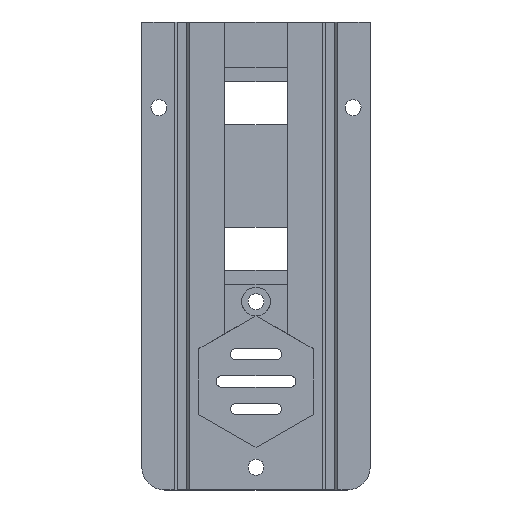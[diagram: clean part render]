
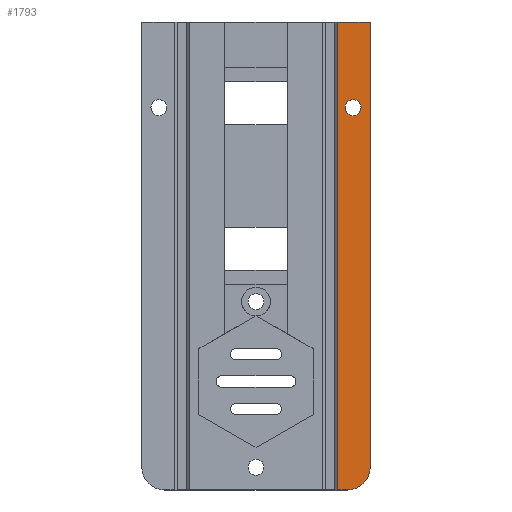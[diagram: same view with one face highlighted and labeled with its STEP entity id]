
A CAD part, top view. The second image highlights one B-rep face of the part: STEP entity #1793.
In plain terms, the highlighted planar face has unit normal (0, 0, 1).
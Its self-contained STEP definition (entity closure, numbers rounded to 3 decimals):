
#43 = PLANE('',#44);
#44 = AXIS2_PLACEMENT_3D('',#45,#46,#47);
#45 = CARTESIAN_POINT('',(0.,63.,5.));
#46 = DIRECTION('',(0.,1.,0.));
#47 = DIRECTION('',(0.,0.,1.));
#623 = VERTEX_POINT('',#624);
#624 = CARTESIAN_POINT('',(14.328,63.,6.5));
#638 = PLANE('',#639);
#639 = AXIS2_PLACEMENT_3D('',#640,#641,#642);
#640 = CARTESIAN_POINT('',(13.828,-25.,7.));
#641 = DIRECTION('',(-0.707,0.,-0.707
    ));
#642 = DIRECTION('',(0.707,0.,-0.707)
  );
#650 = EDGE_CURVE('',#623,#651,#653,.T.);
#651 = VERTEX_POINT('',#652);
#652 = CARTESIAN_POINT('',(20.,63.,6.5));
#653 = SURFACE_CURVE('',#654,(#658,#664),.PCURVE_S1.);
#654 = LINE('',#655,#656);
#655 = CARTESIAN_POINT('',(-13.,63.,6.5));
#656 = VECTOR('',#657,1.);
#657 = DIRECTION('',(1.,0.,-0.));
#658 = PCURVE('',#43,#659);
#659 = DEFINITIONAL_REPRESENTATION('',(#660),#663);
#660 = B_SPLINE_CURVE_WITH_KNOTS('',1,(#661,#662),.UNSPECIFIED.,.F.,.F.,
  (2,2),(-11.,37.),.PIECEWISE_BEZIER_KNOTS.);
#661 = CARTESIAN_POINT('',(1.5,-24.));
#662 = CARTESIAN_POINT('',(1.5,24.));
#663 = ( GEOMETRIC_REPRESENTATION_CONTEXT(2) 
PARAMETRIC_REPRESENTATION_CONTEXT() REPRESENTATION_CONTEXT('2D SPACE',''
  ) );
#664 = PCURVE('',#665,#670);
#665 = PLANE('',#666);
#666 = AXIS2_PLACEMENT_3D('',#667,#668,#669);
#667 = CARTESIAN_POINT('',(-26.,-22.,6.5));
#668 = DIRECTION('',(0.,0.,1.));
#669 = DIRECTION('',(1.,0.,0.));
#670 = DEFINITIONAL_REPRESENTATION('',(#671),#674);
#671 = B_SPLINE_CURVE_WITH_KNOTS('',1,(#672,#673),.UNSPECIFIED.,.F.,.F.,
  (2,2),(-11.,37.),.PIECEWISE_BEZIER_KNOTS.);
#672 = CARTESIAN_POINT('',(2.,85.));
#673 = CARTESIAN_POINT('',(50.,85.));
#674 = ( GEOMETRIC_REPRESENTATION_CONTEXT(2) 
PARAMETRIC_REPRESENTATION_CONTEXT() REPRESENTATION_CONTEXT('2D SPACE',''
  ) );
#692 = PLANE('',#693);
#693 = AXIS2_PLACEMENT_3D('',#694,#695,#696);
#694 = CARTESIAN_POINT('',(20.,-19.,1.5));
#695 = DIRECTION('',(1.,0.,0.));
#696 = DIRECTION('',(0.,-1.,0.));
#1681 = CYLINDRICAL_SURFACE('',#1682,1.4);
#1682 = AXIS2_PLACEMENT_3D('',#1683,#1684,#1685);
#1683 = CARTESIAN_POINT('',(17.,48.,-8.));
#1684 = DIRECTION('',(0.,0.,1.));
#1685 = DIRECTION('',(0.,1.,0.));
#1747 = VERTEX_POINT('',#1748);
#1748 = CARTESIAN_POINT('',(20.,-15.,6.5));
#1762 = CYLINDRICAL_SURFACE('',#1763,4.);
#1763 = AXIS2_PLACEMENT_3D('',#1764,#1765,#1766);
#1764 = CARTESIAN_POINT('',(16.,-15.,1.5));
#1765 = DIRECTION('',(0.,0.,1.));
#1766 = DIRECTION('',(-0.,-1.,-0.));
#1774 = EDGE_CURVE('',#1747,#651,#1775,.T.);
#1775 = SURFACE_CURVE('',#1776,(#1780,#1786),.PCURVE_S1.);
#1776 = LINE('',#1777,#1778);
#1777 = CARTESIAN_POINT('',(20.,-20.5,6.5));
#1778 = VECTOR('',#1779,1.);
#1779 = DIRECTION('',(0.,1.,0.));
#1780 = PCURVE('',#692,#1781);
#1781 = DEFINITIONAL_REPRESENTATION('',(#1782),#1785);
#1782 = B_SPLINE_CURVE_WITH_KNOTS('',1,(#1783,#1784),.UNSPECIFIED.,.F.,
  .F.,(2,2),(-2.3,91.3),.PIECEWISE_BEZIER_KNOTS.);
#1783 = CARTESIAN_POINT('',(3.8,-5.));
#1784 = CARTESIAN_POINT('',(-89.8,-5.));
#1785 = ( GEOMETRIC_REPRESENTATION_CONTEXT(2) 
PARAMETRIC_REPRESENTATION_CONTEXT() REPRESENTATION_CONTEXT('2D SPACE',''
  ) );
#1786 = PCURVE('',#665,#1787);
#1787 = DEFINITIONAL_REPRESENTATION('',(#1788),#1791);
#1788 = B_SPLINE_CURVE_WITH_KNOTS('',1,(#1789,#1790),.UNSPECIFIED.,.F.,
  .F.,(2,2),(-2.3,91.3),.PIECEWISE_BEZIER_KNOTS.);
#1789 = CARTESIAN_POINT('',(46.,-0.8));
#1790 = CARTESIAN_POINT('',(46.,92.8));
#1791 = ( GEOMETRIC_REPRESENTATION_CONTEXT(2) 
PARAMETRIC_REPRESENTATION_CONTEXT() REPRESENTATION_CONTEXT('2D SPACE',''
  ) );
#1793 = ADVANCED_FACE('',(#1794,#1867),#665,.T.);
#1794 = FACE_BOUND('',#1795,.T.);
#1795 = EDGE_LOOP('',(#1796,#1820,#1821,#1822,#1843));
#1796 = ORIENTED_EDGE('',*,*,#1797,.T.);
#1797 = EDGE_CURVE('',#1798,#1747,#1800,.T.);
#1798 = VERTEX_POINT('',#1799);
#1799 = CARTESIAN_POINT('',(16.,-19.,6.5));
#1800 = SURFACE_CURVE('',#1801,(#1806,#1813),.PCURVE_S1.);
#1801 = CIRCLE('',#1802,4.);
#1802 = AXIS2_PLACEMENT_3D('',#1803,#1804,#1805);
#1803 = CARTESIAN_POINT('',(16.,-15.,6.5));
#1804 = DIRECTION('',(0.,0.,1.));
#1805 = DIRECTION('',(0.,-1.,0.));
#1806 = PCURVE('',#665,#1807);
#1807 = DEFINITIONAL_REPRESENTATION('',(#1808),#1812);
#1808 = CIRCLE('',#1809,4.);
#1809 = AXIS2_PLACEMENT_2D('',#1810,#1811);
#1810 = CARTESIAN_POINT('',(42.,7.));
#1811 = DIRECTION('',(0.,-1.));
#1812 = ( GEOMETRIC_REPRESENTATION_CONTEXT(2) 
PARAMETRIC_REPRESENTATION_CONTEXT() REPRESENTATION_CONTEXT('2D SPACE',''
  ) );
#1813 = PCURVE('',#1762,#1814);
#1814 = DEFINITIONAL_REPRESENTATION('',(#1815),#1819);
#1815 = LINE('',#1816,#1817);
#1816 = CARTESIAN_POINT('',(0.,5.));
#1817 = VECTOR('',#1818,1.);
#1818 = DIRECTION('',(1.,0.));
#1819 = ( GEOMETRIC_REPRESENTATION_CONTEXT(2) 
PARAMETRIC_REPRESENTATION_CONTEXT() REPRESENTATION_CONTEXT('2D SPACE',''
  ) );
#1820 = ORIENTED_EDGE('',*,*,#1774,.T.);
#1821 = ORIENTED_EDGE('',*,*,#650,.F.);
#1822 = ORIENTED_EDGE('',*,*,#1823,.F.);
#1823 = EDGE_CURVE('',#1824,#623,#1826,.T.);
#1824 = VERTEX_POINT('',#1825);
#1825 = CARTESIAN_POINT('',(14.328,-19.,6.5));
#1826 = SURFACE_CURVE('',#1827,(#1831,#1837),.PCURVE_S1.);
#1827 = LINE('',#1828,#1829);
#1828 = CARTESIAN_POINT('',(14.328,-23.5,6.5));
#1829 = VECTOR('',#1830,1.);
#1830 = DIRECTION('',(0.,1.,0.));
#1831 = PCURVE('',#665,#1832);
#1832 = DEFINITIONAL_REPRESENTATION('',(#1833),#1836);
#1833 = B_SPLINE_CURVE_WITH_KNOTS('',1,(#1834,#1835),.UNSPECIFIED.,.F.,
  .F.,(2,2),(-3.7,94.7),.PIECEWISE_BEZIER_KNOTS.);
#1834 = CARTESIAN_POINT('',(40.328,-5.2));
#1835 = CARTESIAN_POINT('',(40.328,93.2));
#1836 = ( GEOMETRIC_REPRESENTATION_CONTEXT(2) 
PARAMETRIC_REPRESENTATION_CONTEXT() REPRESENTATION_CONTEXT('2D SPACE',''
  ) );
#1837 = PCURVE('',#638,#1838);
#1838 = DEFINITIONAL_REPRESENTATION('',(#1839),#1842);
#1839 = B_SPLINE_CURVE_WITH_KNOTS('',1,(#1840,#1841),.UNSPECIFIED.,.F.,
  .F.,(2,2),(-3.7,94.7),.PIECEWISE_BEZIER_KNOTS.);
#1840 = CARTESIAN_POINT('',(0.707,2.2));
#1841 = CARTESIAN_POINT('',(0.707,-96.2));
#1842 = ( GEOMETRIC_REPRESENTATION_CONTEXT(2) 
PARAMETRIC_REPRESENTATION_CONTEXT() REPRESENTATION_CONTEXT('2D SPACE',''
  ) );
#1843 = ORIENTED_EDGE('',*,*,#1844,.F.);
#1844 = EDGE_CURVE('',#1798,#1824,#1845,.T.);
#1845 = SURFACE_CURVE('',#1846,(#1850,#1856),.PCURVE_S1.);
#1846 = LINE('',#1847,#1848);
#1847 = CARTESIAN_POINT('',(-13.,-19.,6.5));
#1848 = VECTOR('',#1849,1.);
#1849 = DIRECTION('',(-1.,0.,0.));
#1850 = PCURVE('',#665,#1851);
#1851 = DEFINITIONAL_REPRESENTATION('',(#1852),#1855);
#1852 = B_SPLINE_CURVE_WITH_KNOTS('',1,(#1853,#1854),.UNSPECIFIED.,.F.,
  .F.,(2,2),(-32.2,6.2),.PIECEWISE_BEZIER_KNOTS.);
#1853 = CARTESIAN_POINT('',(45.2,3.));
#1854 = CARTESIAN_POINT('',(6.8,3.));
#1855 = ( GEOMETRIC_REPRESENTATION_CONTEXT(2) 
PARAMETRIC_REPRESENTATION_CONTEXT() REPRESENTATION_CONTEXT('2D SPACE',''
  ) );
#1856 = PCURVE('',#1857,#1862);
#1857 = PLANE('',#1858);
#1858 = AXIS2_PLACEMENT_3D('',#1859,#1860,#1861);
#1859 = CARTESIAN_POINT('',(0.,-19.,5.));
#1860 = DIRECTION('',(-0.,-1.,-0.));
#1861 = DIRECTION('',(0.,0.,-1.));
#1862 = DEFINITIONAL_REPRESENTATION('',(#1863),#1866);
#1863 = B_SPLINE_CURVE_WITH_KNOTS('',1,(#1864,#1865),.UNSPECIFIED.,.F.,
  .F.,(2,2),(-32.2,6.2),.PIECEWISE_BEZIER_KNOTS.);
#1864 = CARTESIAN_POINT('',(-1.5,19.2));
#1865 = CARTESIAN_POINT('',(-1.5,-19.2));
#1866 = ( GEOMETRIC_REPRESENTATION_CONTEXT(2) 
PARAMETRIC_REPRESENTATION_CONTEXT() REPRESENTATION_CONTEXT('2D SPACE',''
  ) );
#1867 = FACE_BOUND('',#1868,.T.);
#1868 = EDGE_LOOP('',(#1869));
#1869 = ORIENTED_EDGE('',*,*,#1870,.F.);
#1870 = EDGE_CURVE('',#1871,#1871,#1873,.T.);
#1871 = VERTEX_POINT('',#1872);
#1872 = CARTESIAN_POINT('',(17.,49.4,6.5));
#1873 = SURFACE_CURVE('',#1874,(#1879,#1886),.PCURVE_S1.);
#1874 = CIRCLE('',#1875,1.4);
#1875 = AXIS2_PLACEMENT_3D('',#1876,#1877,#1878);
#1876 = CARTESIAN_POINT('',(17.,48.,6.5));
#1877 = DIRECTION('',(0.,0.,1.));
#1878 = DIRECTION('',(0.,1.,0.));
#1879 = PCURVE('',#665,#1880);
#1880 = DEFINITIONAL_REPRESENTATION('',(#1881),#1885);
#1881 = CIRCLE('',#1882,1.4);
#1882 = AXIS2_PLACEMENT_2D('',#1883,#1884);
#1883 = CARTESIAN_POINT('',(43.,70.));
#1884 = DIRECTION('',(0.,1.));
#1885 = ( GEOMETRIC_REPRESENTATION_CONTEXT(2) 
PARAMETRIC_REPRESENTATION_CONTEXT() REPRESENTATION_CONTEXT('2D SPACE',''
  ) );
#1886 = PCURVE('',#1681,#1887);
#1887 = DEFINITIONAL_REPRESENTATION('',(#1888),#1892);
#1888 = LINE('',#1889,#1890);
#1889 = CARTESIAN_POINT('',(-6.283,14.5));
#1890 = VECTOR('',#1891,1.);
#1891 = DIRECTION('',(1.,-0.));
#1892 = ( GEOMETRIC_REPRESENTATION_CONTEXT(2) 
PARAMETRIC_REPRESENTATION_CONTEXT() REPRESENTATION_CONTEXT('2D SPACE',''
  ) );
